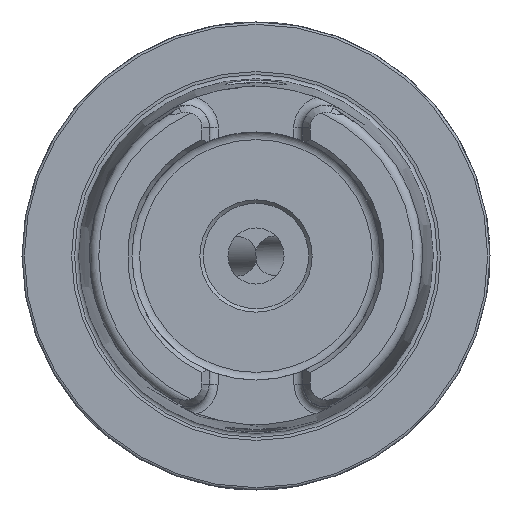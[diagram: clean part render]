
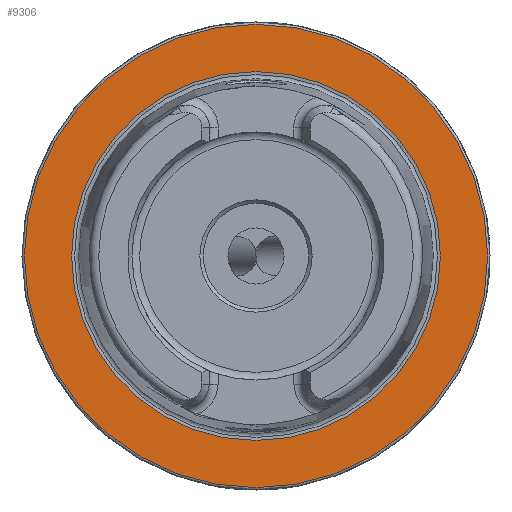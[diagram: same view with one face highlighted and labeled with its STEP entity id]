
A CAD part, left-side view. The second image highlights one B-rep face of the part: STEP entity #9306.
In plain terms, the highlighted planar face has unit normal (-1, 0, 0).
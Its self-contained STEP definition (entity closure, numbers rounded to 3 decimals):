
#12 = CARTESIAN_POINT ( 'NONE',  ( 0., 49.5, 0. ) ) ;
#543 = AXIS2_PLACEMENT_3D ( 'NONE', #11536, #3178, #10442 ) ;
#744 = CARTESIAN_POINT ( 'NONE',  ( 0., 0., 39.405 ) ) ;
#806 = DIRECTION ( 'NONE',  ( -1., 0., 0. ) ) ;
#1432 = AXIS2_PLACEMENT_3D ( 'NONE', #12, #12376, #13524 ) ;
#1951 = AXIS2_PLACEMENT_3D ( 'NONE', #11453, #806, #10259 ) ;
#2218 = EDGE_CURVE ( 'NONE', #7527, #7527, #6638, .T. ) ;
#2672 = EDGE_LOOP ( 'NONE', ( #2946 ) ) ;
#2946 = ORIENTED_EDGE ( 'NONE', *, *, #4862, .F. ) ;
#3178 = DIRECTION ( 'NONE',  ( -1., 0., 0. ) ) ;
#4180 = EDGE_LOOP ( 'NONE', ( #12250 ) ) ;
#4862 = EDGE_CURVE ( 'NONE', #10126, #10126, #6797, .T. ) ;
#5187 = PLANE ( 'NONE',  #1432 ) ;
#6638 = CIRCLE ( 'NONE', #543, 49.5 ) ;
#6669 = FACE_BOUND ( 'NONE', #2672, .T. ) ;
#6797 = CIRCLE ( 'NONE', #1951, 39.405 ) ;
#7527 = VERTEX_POINT ( 'NONE', #12220 ) ;
#9306 = ADVANCED_FACE ( 'NONE', ( #6669, #13235 ), #5187, .F. ) ;
#10126 = VERTEX_POINT ( 'NONE', #744 ) ;
#10259 = DIRECTION ( 'NONE',  ( 0., 0., 1. ) ) ;
#10442 = DIRECTION ( 'NONE',  ( 0., 0., 1. ) ) ;
#11453 = CARTESIAN_POINT ( 'NONE',  ( 0., 0., 0. ) ) ;
#11536 = CARTESIAN_POINT ( 'NONE',  ( 0., 0., 0. ) ) ;
#12220 = CARTESIAN_POINT ( 'NONE',  ( 0., 0., 49.5 ) ) ;
#12250 = ORIENTED_EDGE ( 'NONE', *, *, #2218, .T. ) ;
#12376 = DIRECTION ( 'NONE',  ( 1., 0., 0. ) ) ;
#13235 = FACE_OUTER_BOUND ( 'NONE', #4180, .T. ) ;
#13524 = DIRECTION ( 'NONE',  ( 0., 0., -1. ) ) ;
